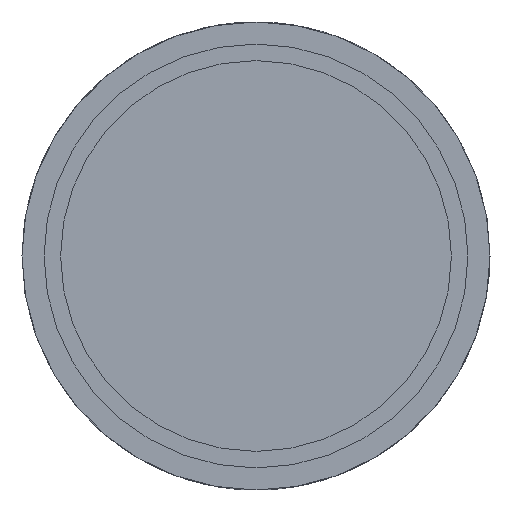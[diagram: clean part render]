
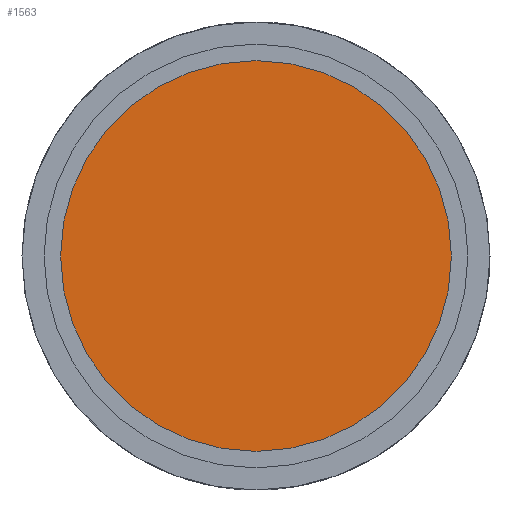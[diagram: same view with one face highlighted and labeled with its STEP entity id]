
A CAD part, left-side view. The second image highlights one B-rep face of the part: STEP entity #1563.
In plain terms, the highlighted planar face has unit normal (-1, 0, 0).
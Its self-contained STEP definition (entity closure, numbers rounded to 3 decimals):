
#152 = ORIENTED_EDGE ( 'NONE', *, *, #1235, .T. ) ;
#199 = AXIS2_PLACEMENT_3D ( 'NONE', #1691, #941, #1786 ) ;
#228 = CIRCLE ( 'NONE', #1492, 17.7 ) ;
#300 = DIRECTION ( 'NONE',  ( 0., -1., 0. ) ) ;
#387 = EDGE_CURVE ( 'NONE', #1340, #664, #507, .T. ) ;
#392 = FACE_OUTER_BOUND ( 'NONE', #1623, .T. ) ;
#507 = CIRCLE ( 'NONE', #744, 17.7 ) ;
#570 = PLANE ( 'NONE',  #199 ) ;
#664 = VERTEX_POINT ( 'NONE', #1624 ) ;
#744 = AXIS2_PLACEMENT_3D ( 'NONE', #1688, #1405, #1263 ) ;
#862 = CARTESIAN_POINT ( 'NONE',  ( -26.5, -17.7, 0. ) ) ;
#941 = DIRECTION ( 'NONE',  ( -1., 0., 0. ) ) ;
#1158 = DIRECTION ( 'NONE',  ( -1., 0., 0. ) ) ;
#1229 = ORIENTED_EDGE ( 'NONE', *, *, #387, .T. ) ;
#1235 = EDGE_CURVE ( 'NONE', #664, #1340, #228, .T. ) ;
#1263 = DIRECTION ( 'NONE',  ( 0., -1., 0. ) ) ;
#1340 = VERTEX_POINT ( 'NONE', #862 ) ;
#1405 = DIRECTION ( 'NONE',  ( -1., 0., 0. ) ) ;
#1492 = AXIS2_PLACEMENT_3D ( 'NONE', #1711, #1158, #300 ) ;
#1563 = ADVANCED_FACE ( 'NONE', ( #392 ), #570, .T. ) ;
#1623 = EDGE_LOOP ( 'NONE', ( #1229, #152 ) ) ;
#1624 = CARTESIAN_POINT ( 'NONE',  ( -26.5, 17.7, 0. ) ) ;
#1688 = CARTESIAN_POINT ( 'NONE',  ( -26.5, 0., 0. ) ) ;
#1691 = CARTESIAN_POINT ( 'NONE',  ( -26.5, 0., 0. ) ) ;
#1711 = CARTESIAN_POINT ( 'NONE',  ( -26.5, 0., 0. ) ) ;
#1786 = DIRECTION ( 'NONE',  ( 0., -1., 0. ) ) ;
